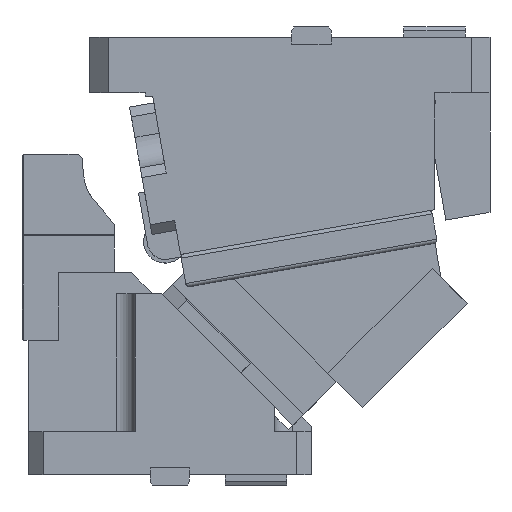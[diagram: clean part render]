
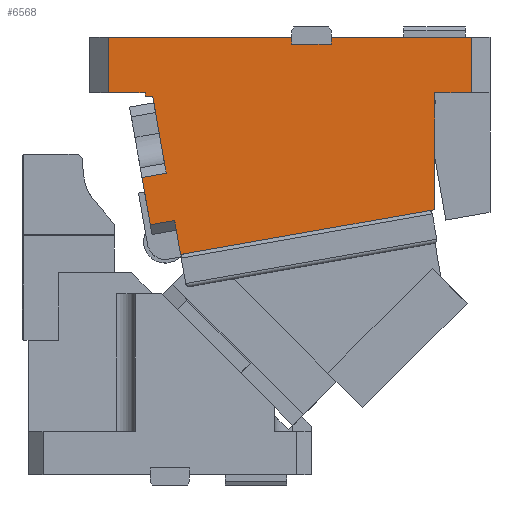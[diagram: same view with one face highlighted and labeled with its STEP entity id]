
A CAD part, front view. The second image highlights one B-rep face of the part: STEP entity #6568.
In plain terms, the highlighted planar face has unit normal (0, -1, 0).
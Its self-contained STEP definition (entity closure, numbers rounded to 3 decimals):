
#5608=CARTESIAN_POINT('Vertex',(123.768,-60.,178.774)) ;
#5611=CARTESIAN_POINT('Line Origine',(121.597,-60.,191.084)) ;
#5615=CARTESIAN_POINT('Vertex',(119.426,-60.,203.395)) ;
#5618=CARTESIAN_POINT('Line Origine',(119.166,-60.,204.871)) ;
#5622=CARTESIAN_POINT('Vertex',(118.906,-60.,206.348)) ;
#5644=CARTESIAN_POINT('Line Origine',(109.058,-60.,204.611)) ;
#5648=CARTESIAN_POINT('Vertex',(99.209,-60.,202.875)) ;
#5668=CARTESIAN_POINT('Line Origine',(95.823,-60.,222.078)) ;
#5672=CARTESIAN_POINT('Vertex',(92.437,-60.,241.282)) ;
#5712=CARTESIAN_POINT('Line Origine',(102.285,-60.,243.019)) ;
#5716=CARTESIAN_POINT('Vertex',(112.133,-60.,244.755)) ;
#5740=CARTESIAN_POINT('Vertex',(95.,-60.,307.187)) ;
#5747=CARTESIAN_POINT('Vertex',(101.193,-60.,306.799)) ;
#5750=CARTESIAN_POINT('Line Origine',(98.097,-60.,306.993)) ;
#5771=CARTESIAN_POINT('Vertex',(95.,-60.,310.)) ;
#5774=CARTESIAN_POINT('Line Origine',(95.,-60.,308.593)) ;
#5791=CARTESIAN_POINT('Line Origine',(80.,-60.,310.)) ;
#5795=CARTESIAN_POINT('Vertex',(65.,-60.,310.)) ;
#5820=CARTESIAN_POINT('Line Origine',(65.,-60.,332.5)) ;
#5824=CARTESIAN_POINT('Vertex',(65.,-60.,355.)) ;
#5843=CARTESIAN_POINT('Vertex',(214.,-60.,355.)) ;
#5846=CARTESIAN_POINT('Line Origine',(214.,-60.,352.25)) ;
#5850=CARTESIAN_POINT('Vertex',(214.,-60.,349.5)) ;
#5865=CARTESIAN_POINT('Line Origine',(230.,-60.,349.5)) ;
#5869=CARTESIAN_POINT('Vertex',(246.,-60.,349.5)) ;
#5884=CARTESIAN_POINT('Line Origine',(246.,-60.,352.25)) ;
#5888=CARTESIAN_POINT('Vertex',(246.,-60.,355.)) ;
#5903=CARTESIAN_POINT('Line Origine',(222.248,-60.,196.139)) ;
#5907=CARTESIAN_POINT('Vertex',(320.729,-60.,213.504)) ;
#5933=CARTESIAN_POINT('Vertex',(330.,-60.,215.139)) ;
#5936=CARTESIAN_POINT('Line Origine',(325.365,-60.,214.321)) ;
#6245=CARTESIAN_POINT('Line Origine',(139.5,-60.,355.)) ;
#6250=CARTESIAN_POINT('Line Origine',(303.,-60.,355.)) ;
#6254=CARTESIAN_POINT('Vertex',(360.,-60.,355.)) ;
#6490=CARTESIAN_POINT('Line Origine',(360.,-60.,332.5)) ;
#6494=CARTESIAN_POINT('Vertex',(360.,-60.,310.)) ;
#6516=CARTESIAN_POINT('Axis2P3D Location',(266.369,-60.,251.947)) ;
#6521=CARTESIAN_POINT('Line Origine',(105.969,-60.,279.717)) ;
#6525=CARTESIAN_POINT('Vertex',(110.744,-60.,252.635)) ;
#6528=CARTESIAN_POINT('Line Origine',(111.439,-60.,248.695)) ;
#6533=CARTESIAN_POINT('Line Origine',(330.,-60.,262.569)) ;
#6537=CARTESIAN_POINT('Vertex',(330.,-60.,310.)) ;
#6540=CARTESIAN_POINT('Line Origine',(345.,-60.,310.)) ;
#5612=DIRECTION('Vector Direction',(-0.174,0.,0.985)) ;
#5619=DIRECTION('Vector Direction',(-0.174,0.,0.985)) ;
#5645=DIRECTION('Vector Direction',(0.985,0.,0.174)) ;
#5669=DIRECTION('Vector Direction',(0.174,0.,-0.985)) ;
#5713=DIRECTION('Vector Direction',(-0.985,0.,-0.174)) ;
#5751=DIRECTION('Vector Direction',(-0.998,0.,0.062)) ;
#5775=DIRECTION('Vector Direction',(0.,0.,1.)) ;
#5792=DIRECTION('Vector Direction',(-1.,0.,0.)) ;
#5821=DIRECTION('Vector Direction',(0.,0.,-1.)) ;
#5847=DIRECTION('Vector Direction',(0.,0.,-1.)) ;
#5866=DIRECTION('Vector Direction',(1.,0.,0.)) ;
#5885=DIRECTION('Vector Direction',(0.,0.,-1.)) ;
#5904=DIRECTION('Vector Direction',(0.985,0.,0.174)) ;
#5937=DIRECTION('Vector Direction',(0.985,0.,0.174)) ;
#6246=DIRECTION('Vector Direction',(1.,0.,0.)) ;
#6251=DIRECTION('Vector Direction',(1.,0.,0.)) ;
#6491=DIRECTION('Vector Direction',(0.,0.,1.)) ;
#6517=DIRECTION('Axis2P3D Direction',(0.,-1.,0.)) ;
#6518=DIRECTION('Axis2P3D XDirection',(1.,0.,0.)) ;
#6522=DIRECTION('Vector Direction',(-0.174,0.,0.985)) ;
#6529=DIRECTION('Vector Direction',(-0.174,0.,0.985)) ;
#6534=DIRECTION('Vector Direction',(0.,0.,1.)) ;
#6541=DIRECTION('Vector Direction',(1.,0.,0.)) ;
#6519=AXIS2_PLACEMENT_3D('Plane Axis2P3D',#6516,#6517,#6518) ;
#6546=ORIENTED_EDGE('',*,*,#6256,.F.) ;
#6547=ORIENTED_EDGE('',*,*,#5890,.T.) ;
#6548=ORIENTED_EDGE('',*,*,#5871,.F.) ;
#6549=ORIENTED_EDGE('',*,*,#5852,.F.) ;
#6550=ORIENTED_EDGE('',*,*,#6249,.F.) ;
#6551=ORIENTED_EDGE('',*,*,#5826,.F.) ;
#6552=ORIENTED_EDGE('',*,*,#5797,.F.) ;
#6553=ORIENTED_EDGE('',*,*,#5778,.F.) ;
#6554=ORIENTED_EDGE('',*,*,#5754,.F.) ;
#6555=ORIENTED_EDGE('',*,*,#6527,.F.) ;
#6556=ORIENTED_EDGE('',*,*,#6532,.F.) ;
#6557=ORIENTED_EDGE('',*,*,#5718,.F.) ;
#6558=ORIENTED_EDGE('',*,*,#5674,.T.) ;
#6559=ORIENTED_EDGE('',*,*,#5650,.F.) ;
#6560=ORIENTED_EDGE('',*,*,#5624,.F.) ;
#6561=ORIENTED_EDGE('',*,*,#5617,.F.) ;
#6562=ORIENTED_EDGE('',*,*,#5909,.T.) ;
#6563=ORIENTED_EDGE('',*,*,#5940,.T.) ;
#6564=ORIENTED_EDGE('',*,*,#6539,.T.) ;
#6565=ORIENTED_EDGE('',*,*,#6544,.T.) ;
#6566=ORIENTED_EDGE('',*,*,#6496,.T.) ;
#5613=VECTOR('Line Direction',#5612,1.) ;
#5620=VECTOR('Line Direction',#5619,1.) ;
#5646=VECTOR('Line Direction',#5645,1.) ;
#5670=VECTOR('Line Direction',#5669,1.) ;
#5714=VECTOR('Line Direction',#5713,1.) ;
#5752=VECTOR('Line Direction',#5751,1.) ;
#5776=VECTOR('Line Direction',#5775,1.) ;
#5793=VECTOR('Line Direction',#5792,1.) ;
#5822=VECTOR('Line Direction',#5821,1.) ;
#5848=VECTOR('Line Direction',#5847,1.) ;
#5867=VECTOR('Line Direction',#5866,1.) ;
#5886=VECTOR('Line Direction',#5885,1.) ;
#5905=VECTOR('Line Direction',#5904,1.) ;
#5938=VECTOR('Line Direction',#5937,1.) ;
#6247=VECTOR('Line Direction',#6246,1.) ;
#6252=VECTOR('Line Direction',#6251,1.) ;
#6492=VECTOR('Line Direction',#6491,1.) ;
#6523=VECTOR('Line Direction',#6522,1.) ;
#6530=VECTOR('Line Direction',#6529,1.) ;
#6535=VECTOR('Line Direction',#6534,1.) ;
#6542=VECTOR('Line Direction',#6541,1.) ;
#6568=ADVANCED_FACE('CAM HOLDER',(#6567),#6520,.T.) ;
#5617=EDGE_CURVE('',#5609,#5616,#5614,.T.) ;
#5624=EDGE_CURVE('',#5616,#5623,#5621,.T.) ;
#5650=EDGE_CURVE('',#5623,#5649,#5647,.F.) ;
#5674=EDGE_CURVE('',#5673,#5649,#5671,.T.) ;
#5718=EDGE_CURVE('',#5673,#5717,#5715,.F.) ;
#5754=EDGE_CURVE('',#5748,#5741,#5753,.T.) ;
#5778=EDGE_CURVE('',#5741,#5772,#5777,.T.) ;
#5797=EDGE_CURVE('',#5772,#5796,#5794,.T.) ;
#5826=EDGE_CURVE('',#5796,#5825,#5823,.F.) ;
#5852=EDGE_CURVE('',#5844,#5851,#5849,.T.) ;
#5871=EDGE_CURVE('',#5851,#5870,#5868,.T.) ;
#5890=EDGE_CURVE('',#5889,#5870,#5887,.T.) ;
#5909=EDGE_CURVE('',#5609,#5908,#5906,.T.) ;
#5940=EDGE_CURVE('',#5908,#5934,#5939,.T.) ;
#6249=EDGE_CURVE('',#5825,#5844,#6248,.T.) ;
#6256=EDGE_CURVE('',#5889,#6255,#6253,.T.) ;
#6496=EDGE_CURVE('',#6495,#6255,#6493,.T.) ;
#6527=EDGE_CURVE('',#6526,#5748,#6524,.T.) ;
#6532=EDGE_CURVE('',#5717,#6526,#6531,.T.) ;
#6539=EDGE_CURVE('',#5934,#6538,#6536,.T.) ;
#6544=EDGE_CURVE('',#6538,#6495,#6543,.T.) ;
#6545=EDGE_LOOP('',(#6546,#6547,#6548,#6549,#6550,#6551,#6552,#6553,#6554,#6555,#6556,#6557,#6558,#6559,#6560,#6561,#6562,#6563,#6564,#6565,#6566)) ;
#6567=FACE_OUTER_BOUND('',#6545,.T.) ;
#5614=LINE('Line',#5611,#5613) ;
#5621=LINE('Line',#5618,#5620) ;
#5647=LINE('Line',#5644,#5646) ;
#5671=LINE('Line',#5668,#5670) ;
#5715=LINE('Line',#5712,#5714) ;
#5753=LINE('Line',#5750,#5752) ;
#5777=LINE('Line',#5774,#5776) ;
#5794=LINE('Line',#5791,#5793) ;
#5823=LINE('Line',#5820,#5822) ;
#5849=LINE('Line',#5846,#5848) ;
#5868=LINE('Line',#5865,#5867) ;
#5887=LINE('Line',#5884,#5886) ;
#5906=LINE('Line',#5903,#5905) ;
#5939=LINE('Line',#5936,#5938) ;
#6248=LINE('Line',#6245,#6247) ;
#6253=LINE('Line',#6250,#6252) ;
#6493=LINE('Line',#6490,#6492) ;
#6524=LINE('Line',#6521,#6523) ;
#6531=LINE('Line',#6528,#6530) ;
#6536=LINE('Line',#6533,#6535) ;
#6543=LINE('Line',#6540,#6542) ;
#6520=PLANE('Plane',#6519) ;
#5609=VERTEX_POINT('',#5608) ;
#5616=VERTEX_POINT('',#5615) ;
#5623=VERTEX_POINT('',#5622) ;
#5649=VERTEX_POINT('',#5648) ;
#5673=VERTEX_POINT('',#5672) ;
#5717=VERTEX_POINT('',#5716) ;
#5741=VERTEX_POINT('',#5740) ;
#5748=VERTEX_POINT('',#5747) ;
#5772=VERTEX_POINT('',#5771) ;
#5796=VERTEX_POINT('',#5795) ;
#5825=VERTEX_POINT('',#5824) ;
#5844=VERTEX_POINT('',#5843) ;
#5851=VERTEX_POINT('',#5850) ;
#5870=VERTEX_POINT('',#5869) ;
#5889=VERTEX_POINT('',#5888) ;
#5908=VERTEX_POINT('',#5907) ;
#5934=VERTEX_POINT('',#5933) ;
#6255=VERTEX_POINT('',#6254) ;
#6495=VERTEX_POINT('',#6494) ;
#6526=VERTEX_POINT('',#6525) ;
#6538=VERTEX_POINT('',#6537) ;
